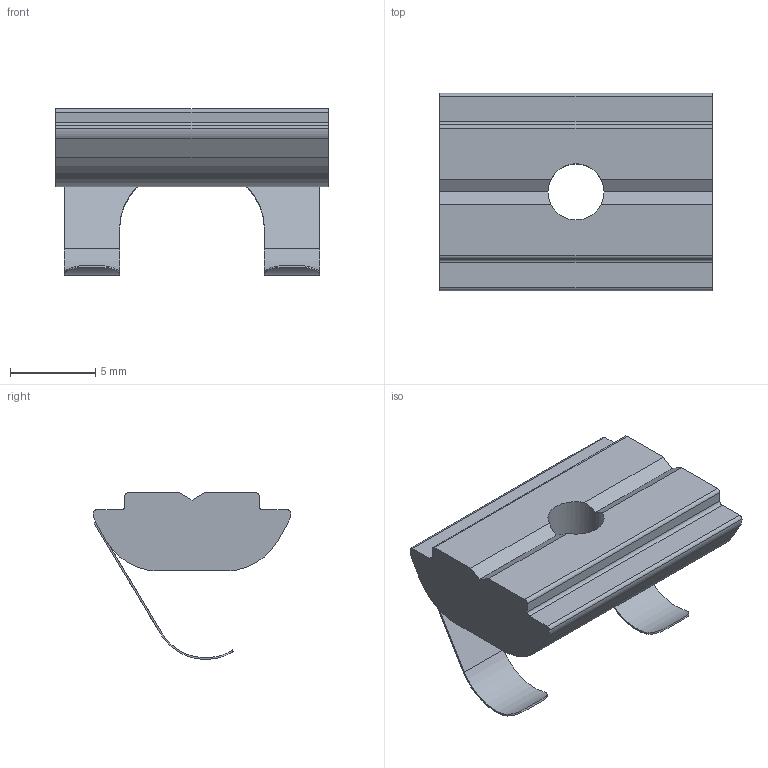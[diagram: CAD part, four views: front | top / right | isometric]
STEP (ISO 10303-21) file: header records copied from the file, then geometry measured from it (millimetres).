
FILE_DESCRIPTION(('STEP AP203'),'1');
FILE_NAME('FIXE08B1108.stp','2023-10-17T07:27:15',(' '),(' '),'Spatial InterOp 3D',' ',' ');
FILE_SCHEMA(('CONFIG_CONTROL_DESIGN'));
Length unit declared in the file: millimetre
Products named in the file (1): Ecrou coulisseau languette 8-30B M4
Bounding box: 16 x 11.6 x 9.79 mm (x, y, z)
Volume: 650.9 mm3; surface area: 742.2 mm2
Topology: 1 solids, 1 shells, 45 faces, 132 edges, 88 vertices
Faces by surface type: plane 25, cylinder 20
Full cylindrical faces by diameter (mm): 3.3 x1
Entity records: 1715 total; most frequent: CARTESIAN_POINT 335, ORIENTED_EDGE 260, DIRECTION 253, EDGE_CURVE 130, VERTEX_POINT 87, AXIS2_PLACEMENT_3D 85, LINE 83, VECTOR 83
